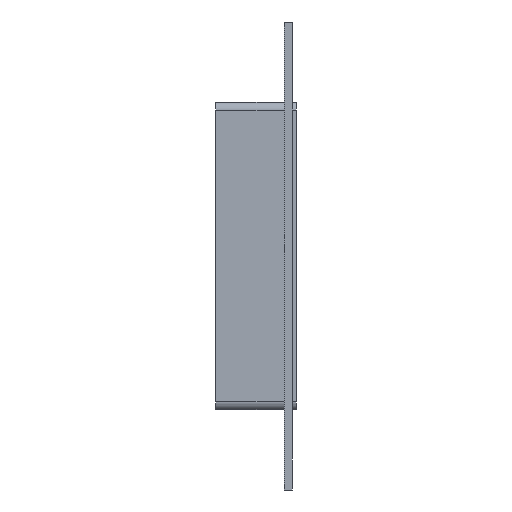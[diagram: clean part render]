
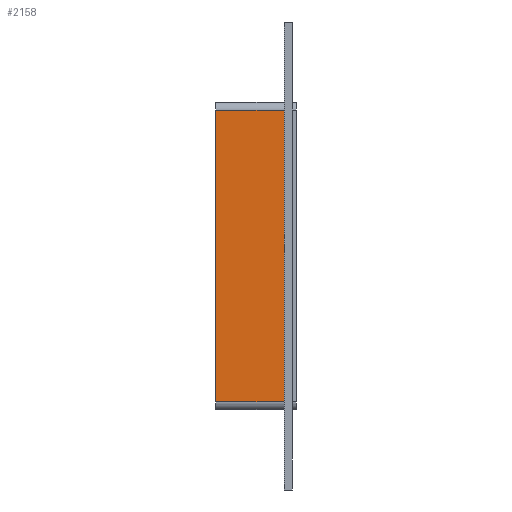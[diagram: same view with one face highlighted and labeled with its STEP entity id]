
A CAD part, left-side view. The second image highlights one B-rep face of the part: STEP entity #2158.
In plain terms, the highlighted planar face has unit normal (-1, 0, 0).
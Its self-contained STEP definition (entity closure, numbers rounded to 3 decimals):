
#1429=CARTESIAN_POINT('',(-457.75,6.,-109.));
#1430=VERTEX_POINT('',#1429);
#1480=CARTESIAN_POINT('',(-457.75,6.,109.));
#1481=VERTEX_POINT('',#1480);
#1489=CARTESIAN_POINT('',(-457.75,6.,-109.));
#1490=DIRECTION('',(0.0,0.0,1.0));
#1491=VECTOR('',#1490,218.0);
#1492=LINE('',#1489,#1491);
#1493=EDGE_CURVE('',#1430,#1481,#1492,.T.);
#2116=CARTESIAN_POINT('',(-457.75,57.0,-109.));
#2117=VERTEX_POINT('',#2116);
#2118=CARTESIAN_POINT('',(-457.75,6.,-109.));
#2119=DIRECTION('',(0.0,1.0,0.0));
#2120=VECTOR('',#2119,51.0);
#2121=LINE('',#2118,#2120);
#2122=EDGE_CURVE('',#1430,#2117,#2121,.T.);
#2135=CARTESIAN_POINT('',(-457.75,0.0,-115.0));
#2136=DIRECTION('',(-1.0,0.0,0.0));
#2137=DIRECTION('',(0.0,0.0,1.0));
#2138=AXIS2_PLACEMENT_3D('',#2135,#2136,#2137);
#2139=PLANE('',#2138);
#2140=ORIENTED_EDGE('',*,*,#1493,.T.);
#2141=CARTESIAN_POINT('',(-457.75,57.0,109.));
#2142=VERTEX_POINT('',#2141);
#2143=CARTESIAN_POINT('',(-457.75,57.0,109.));
#2144=DIRECTION('',(0.0,-1.0,0.0));
#2145=VECTOR('',#2144,51.0);
#2146=LINE('',#2143,#2145);
#2147=EDGE_CURVE('',#2142,#1481,#2146,.T.);
#2148=ORIENTED_EDGE('',*,*,#2147,.F.);
#2149=CARTESIAN_POINT('',(-457.75,57.0,-109.));
#2150=DIRECTION('',(0.0,0.0,1.0));
#2151=VECTOR('',#2150,218.0);
#2152=LINE('',#2149,#2151);
#2153=EDGE_CURVE('',#2117,#2142,#2152,.T.);
#2154=ORIENTED_EDGE('',*,*,#2153,.F.);
#2155=ORIENTED_EDGE('',*,*,#2122,.F.);
#2156=EDGE_LOOP('',(#2140,#2148,#2154,#2155));
#2157=FACE_OUTER_BOUND('',#2156,.T.);
#2158=ADVANCED_FACE('',(#2157),#2139,.T.);
